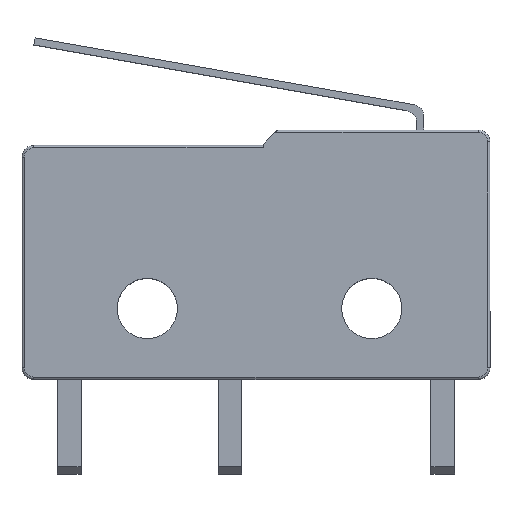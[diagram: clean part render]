
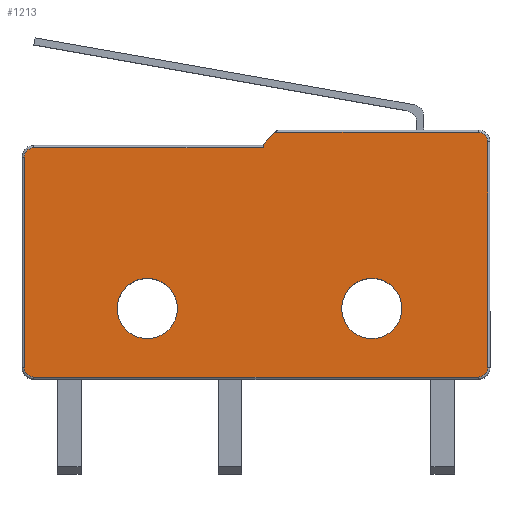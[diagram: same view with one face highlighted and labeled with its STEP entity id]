
A CAD part, top view. The second image highlights one B-rep face of the part: STEP entity #1213.
In plain terms, the highlighted planar face has unit normal (0, 0, 1).
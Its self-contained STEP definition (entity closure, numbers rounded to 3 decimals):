
#60=FACE_BOUND('',#253,.T.);
#61=FACE_BOUND('',#254,.T.);
#98=PLANE('',#1343);
#174=FACE_OUTER_BOUND('',#252,.T.);
#252=EDGE_LOOP('',(#1114,#1115,#1116,#1117,#1118,#1119,#1120,#1121,#1122,
#1123,#1124));
#253=EDGE_LOOP('',(#1125));
#254=EDGE_LOOP('',(#1126));
#298=LINE('',#1826,#412);
#299=LINE('',#1832,#413);
#300=LINE('',#1841,#414);
#301=LINE('',#1849,#415);
#302=LINE('',#1857,#416);
#303=LINE('',#1863,#417);
#368=LINE('',#2025,#482);
#412=VECTOR('',#1471,10.);
#413=VECTOR('',#1478,10.);
#414=VECTOR('',#1491,10.);
#415=VECTOR('',#1502,10.);
#416=VECTOR('',#1513,10.);
#417=VECTOR('',#1522,10.);
#482=VECTOR('',#1689,10.);
#507=CIRCLE('',#1275,0.4);
#510=CIRCLE('',#1280,0.4);
#513=CIRCLE('',#1285,0.4);
#516=CIRCLE('',#1290,0.4);
#529=CIRCLE('',#1339,1.275);
#530=CIRCLE('',#1341,1.275);
#578=VERTEX_POINT('',#1823);
#579=VERTEX_POINT('',#1825);
#580=VERTEX_POINT('',#1829);
#581=VERTEX_POINT('',#1831);
#582=VERTEX_POINT('',#1835);
#583=VERTEX_POINT('',#1839);
#584=VERTEX_POINT('',#1843);
#585=VERTEX_POINT('',#1847);
#586=VERTEX_POINT('',#1851);
#587=VERTEX_POINT('',#1855);
#588=VERTEX_POINT('',#1859);
#633=VERTEX_POINT('',#2017);
#634=VERTEX_POINT('',#2021);
#700=EDGE_CURVE('',#579,#578,#298,.T.);
#703=EDGE_CURVE('',#580,#581,#299,.T.);
#706=EDGE_CURVE('',#582,#580,#507,.T.);
#708=EDGE_CURVE('',#583,#582,#300,.T.);
#710=EDGE_CURVE('',#584,#583,#510,.T.);
#712=EDGE_CURVE('',#585,#584,#301,.T.);
#714=EDGE_CURVE('',#586,#585,#513,.T.);
#716=EDGE_CURVE('',#587,#586,#302,.T.);
#718=EDGE_CURVE('',#588,#587,#516,.T.);
#719=EDGE_CURVE('',#579,#588,#303,.T.);
#794=EDGE_CURVE('',#633,#633,#529,.T.);
#796=EDGE_CURVE('',#634,#634,#530,.T.);
#798=EDGE_CURVE('',#578,#581,#368,.T.);
#1114=ORIENTED_EDGE('',*,*,#719,.F.);
#1115=ORIENTED_EDGE('',*,*,#700,.T.);
#1116=ORIENTED_EDGE('',*,*,#798,.T.);
#1117=ORIENTED_EDGE('',*,*,#703,.F.);
#1118=ORIENTED_EDGE('',*,*,#706,.F.);
#1119=ORIENTED_EDGE('',*,*,#708,.F.);
#1120=ORIENTED_EDGE('',*,*,#710,.F.);
#1121=ORIENTED_EDGE('',*,*,#712,.F.);
#1122=ORIENTED_EDGE('',*,*,#714,.F.);
#1123=ORIENTED_EDGE('',*,*,#716,.F.);
#1124=ORIENTED_EDGE('',*,*,#718,.F.);
#1125=ORIENTED_EDGE('',*,*,#794,.T.);
#1126=ORIENTED_EDGE('',*,*,#796,.T.);
#1213=ADVANCED_FACE('',(#174,#60,#61),#98,.T.);
#1275=AXIS2_PLACEMENT_3D('',#1837,#1485,#1486);
#1280=AXIS2_PLACEMENT_3D('',#1845,#1496,#1497);
#1285=AXIS2_PLACEMENT_3D('',#1853,#1507,#1508);
#1290=AXIS2_PLACEMENT_3D('',#1861,#1518,#1519);
#1339=AXIS2_PLACEMENT_3D('',#2018,#1679,#1680);
#1341=AXIS2_PLACEMENT_3D('',#2022,#1684,#1685);
#1343=AXIS2_PLACEMENT_3D('',#2026,#1690,#1691);
#1471=DIRECTION('',(-0.707,-0.707,0.));
#1478=DIRECTION('',(1.,0.,0.));
#1485=DIRECTION('center_axis',(0.,0.,-1.));
#1486=DIRECTION('ref_axis',(-0.707,0.707,0.));
#1491=DIRECTION('',(0.,1.,0.));
#1496=DIRECTION('center_axis',(0.,0.,-1.));
#1497=DIRECTION('ref_axis',(-0.707,-0.707,0.));
#1502=DIRECTION('',(-1.,0.,0.));
#1507=DIRECTION('center_axis',(0.,0.,-1.));
#1508=DIRECTION('ref_axis',(0.707,-0.707,0.));
#1513=DIRECTION('',(0.,-1.,0.));
#1518=DIRECTION('center_axis',(0.,0.,-1.));
#1519=DIRECTION('ref_axis',(0.707,0.707,0.));
#1522=DIRECTION('',(1.,0.,0.));
#1679=DIRECTION('center_axis',(0.,0.,-1.));
#1680=DIRECTION('ref_axis',(-1.,0.,0.));
#1684=DIRECTION('center_axis',(0.,0.,-1.));
#1685=DIRECTION('ref_axis',(-1.,0.,0.));
#1689=DIRECTION('',(0.,-1.,0.));
#1690=DIRECTION('center_axis',(0.,0.,1.));
#1691=DIRECTION('ref_axis',(1.,0.,0.));
#1823=CARTESIAN_POINT('',(-9.6,9.95,6.4));
#1825=CARTESIAN_POINT('',(-9.1,10.45,6.4));
#1826=CARTESIAN_POINT('',(-9.,10.55,6.4));
#1829=CARTESIAN_POINT('',(-19.3,9.8,6.4));
#1831=CARTESIAN_POINT('',(-9.6,9.8,6.4));
#1832=CARTESIAN_POINT('',(-2.356,9.8,6.4));
#1835=CARTESIAN_POINT('',(-19.7,9.4,6.4));
#1837=CARTESIAN_POINT('Origin',(-19.3,9.4,6.4));
#1839=CARTESIAN_POINT('',(-19.7,0.5,6.4));
#1841=CARTESIAN_POINT('',(-19.7,10.058,6.4));
#1843=CARTESIAN_POINT('',(-19.3,0.1,6.4));
#1845=CARTESIAN_POINT('Origin',(-19.3,0.5,6.4));
#1847=CARTESIAN_POINT('',(-0.5,0.1,6.4));
#1849=CARTESIAN_POINT('',(-12.256,0.1,6.4));
#1851=CARTESIAN_POINT('',(-0.1,0.5,6.4));
#1853=CARTESIAN_POINT('Origin',(-0.5,0.5,6.4));
#1855=CARTESIAN_POINT('',(-0.1,10.05,6.4));
#1857=CARTESIAN_POINT('',(-0.1,10.058,6.4));
#1859=CARTESIAN_POINT('',(-0.5,10.45,6.4));
#1861=CARTESIAN_POINT('Origin',(-0.5,10.05,6.4));
#1863=CARTESIAN_POINT('',(-2.356,10.45,6.4));
#2017=CARTESIAN_POINT('',(-3.725,3.,6.4));
#2018=CARTESIAN_POINT('Origin',(-5.,3.,6.4));
#2021=CARTESIAN_POINT('',(-13.225,3.,6.4));
#2022=CARTESIAN_POINT('Origin',(-14.5,3.,6.4));
#2025=CARTESIAN_POINT('',(-9.6,9.95,6.4));
#2026=CARTESIAN_POINT('Origin',(-4.713,10.216,6.4));
